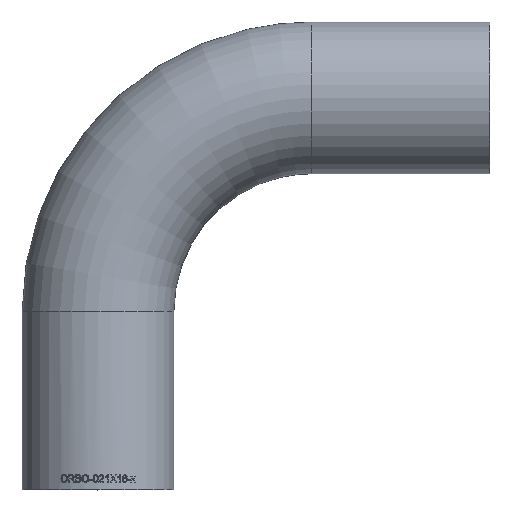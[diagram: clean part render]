
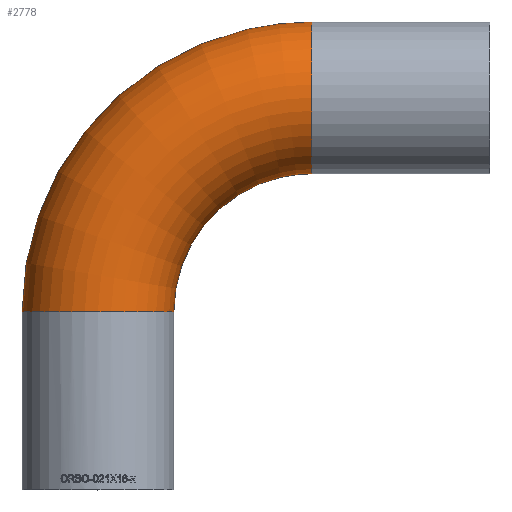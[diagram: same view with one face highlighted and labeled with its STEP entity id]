
A CAD part, top view. The second image highlights one B-rep face of the part: STEP entity #2778.
In plain terms, the highlighted toroidal (fillet/blend) face has major radius 30 mm and minor radius 10.65 mm.
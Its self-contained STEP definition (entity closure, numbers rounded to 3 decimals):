
#245 = ORIENTED_EDGE ( 'NONE', *, *, #2120, .F. ) ;
#586 = CARTESIAN_POINT ( 'NONE',  ( -30., 25., 10.65 ) ) ;
#920 = DIRECTION ( 'NONE',  ( 1., 0., 0. ) ) ;
#1052 = FACE_OUTER_BOUND ( 'NONE', #9416, .T. ) ;
#1795 = VERTEX_POINT ( 'NONE', #13576 ) ;
#2120 = EDGE_CURVE ( 'NONE', #1795, #1795, #2165, .T. ) ;
#2165 = CIRCLE ( 'NONE', #2860, 10.65 ) ;
#2778 = ADVANCED_FACE ( 'NONE', ( #8064, #1052 ), #7184, .T. ) ;
#2860 = AXIS2_PLACEMENT_3D ( 'NONE', #3069, #920, #6201 ) ;
#3028 = DIRECTION ( 'NONE',  ( 0., 1., 0. ) ) ;
#3069 = CARTESIAN_POINT ( 'NONE',  ( 0., 55., 0. ) ) ;
#3431 = ORIENTED_EDGE ( 'NONE', *, *, #6850, .T. ) ;
#5372 = DIRECTION ( 'NONE',  ( 0., 0., 1. ) ) ;
#5727 = CIRCLE ( 'NONE', #8483, 10.65 ) ;
#6201 = DIRECTION ( 'NONE',  ( 0., 0., 1. ) ) ;
#6236 = EDGE_LOOP ( 'NONE', ( #245 ) ) ;
#6402 = DIRECTION ( 'NONE',  ( -1., 0., 0. ) ) ;
#6850 = EDGE_CURVE ( 'NONE', #10529, #10529, #5727, .T. ) ;
#7184 = TOROIDAL_SURFACE ( 'NONE', #8337, 30., 10.65 ) ;
#7645 = CARTESIAN_POINT ( 'NONE',  ( -30., 25., 0. ) ) ;
#8064 = FACE_OUTER_BOUND ( 'NONE', #6236, .T. ) ;
#8337 = AXIS2_PLACEMENT_3D ( 'NONE', #13973, #14052, #6402 ) ;
#8483 = AXIS2_PLACEMENT_3D ( 'NONE', #7645, #3028, #5372 ) ;
#9416 = EDGE_LOOP ( 'NONE', ( #3431 ) ) ;
#10529 = VERTEX_POINT ( 'NONE', #586 ) ;
#13576 = CARTESIAN_POINT ( 'NONE',  ( 0., 55., 10.65 ) ) ;
#13973 = CARTESIAN_POINT ( 'NONE',  ( 0., 25., 0. ) ) ;
#14052 = DIRECTION ( 'NONE',  ( 0., 0., -1. ) ) ;
